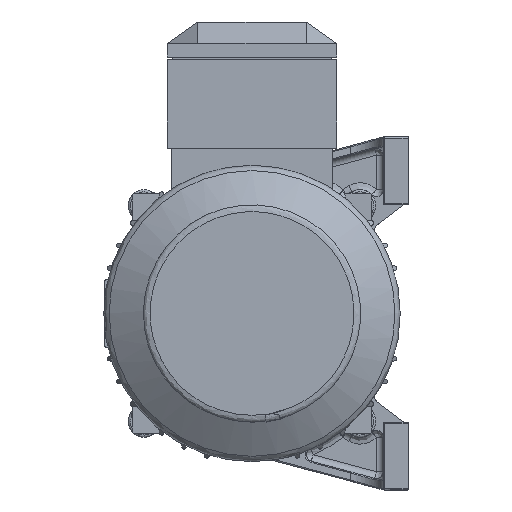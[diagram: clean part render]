
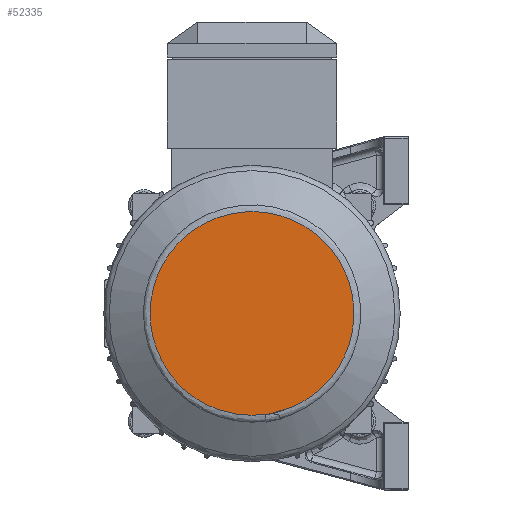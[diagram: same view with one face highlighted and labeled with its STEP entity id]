
A CAD part, left-side view. The second image highlights one B-rep face of the part: STEP entity #52335.
In plain terms, the highlighted planar face has unit normal (-1, 0, 0).
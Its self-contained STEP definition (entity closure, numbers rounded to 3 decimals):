
#1051 = CARTESIAN_POINT ( 'NONE',  ( -234.741, 41.673, 17.674 ) ) ;
#2035 = EDGE_LOOP ( 'NONE', ( #65426 ) ) ;
#4553 = CARTESIAN_POINT ( 'NONE',  ( -234.741, 126.987, -17.664 ) ) ;
#6169 = DIRECTION ( 'NONE',  ( -1., 0., 0. ) ) ;
#6584 = CARTESIAN_POINT ( 'NONE',  ( -234.741, 51.681, -32.643 ) ) ;
#12438 = CARTESIAN_POINT ( 'NONE',  ( -234.741, 101.999, 42.662 ) ) ;
#14910 = CARTESIAN_POINT ( 'NONE',  ( -234.741, 116.978, -32.643 ) ) ;
#17298 = CARTESIAN_POINT ( 'NONE',  ( -234.741, 84.33, -46.167 ) ) ;
#17634 = CARTESIAN_POINT ( 'NONE',  ( -234.741, 78.44, -44.995 ) ) ;
#22345 = PLANE ( 'NONE',  #60562 ) ;
#25554 = CARTESIAN_POINT ( 'NONE',  ( -234.741, 130.501, 0.005 ) ) ;
#27168 = CARTESIAN_POINT ( 'NONE',  ( -234.741, 84.33, 0.005 ) ) ;
#27578 = CARTESIAN_POINT ( 'NONE',  ( -234.741, 66.661, -42.652 ) ) ;
#30394 = CARTESIAN_POINT ( 'NONE',  ( -234.741, 84.33, -44.995 ) ) ;
#36663 = CARTESIAN_POINT ( 'NONE',  ( -234.741, 84.33, -44.995 ) ) ;
#37545 = CARTESIAN_POINT ( 'NONE',  ( -234.741, 126.987, 17.674 ) ) ;
#37890 = CARTESIAN_POINT ( 'NONE',  ( -234.741, 116.978, 32.653 ) ) ;
#38241 = CARTESIAN_POINT ( 'NONE',  ( -234.741, 66.661, -42.652 ) ) ;
#38502 = FACE_OUTER_BOUND ( 'NONE', #2035, .T. ) ;
#41016 = CARTESIAN_POINT ( 'NONE',  ( -234.741, 90.219, -44.995 ) ) ;
#43394 = CARTESIAN_POINT ( 'NONE',  ( -234.741, 84.33, 46.176 ) ) ;
#43744 = CARTESIAN_POINT ( 'NONE',  ( -234.741, 51.681, 32.653 ) ) ;
#48619 = CARTESIAN_POINT ( 'NONE',  ( -234.741, 84.33, -44.995 ) ) ;
#48957 = CARTESIAN_POINT ( 'NONE',  ( -234.741, 66.661, 42.662 ) ) ;
#50335 = EDGE_CURVE ( 'NONE', #61306, #61306, #60256, .T. ) ;
#52335 = ADVANCED_FACE ( 'NONE', ( #38502 ), #22345, .T. ) ;
#53165 = CARTESIAN_POINT ( 'NONE',  ( -234.741, 41.673, -17.664 ) ) ;
#53860 = CARTESIAN_POINT ( 'NONE',  ( -234.741, 38.158, 0.005 ) ) ;
#54117 = DIRECTION ( 'NONE',  ( 0., 0., 1. ) ) ;
#60256 = B_SPLINE_CURVE_WITH_KNOTS ( 'NONE', 3,
 ( #30394, #41016, #62186, #14910, #4553, #25554, #37545, #37890, #12438, #43394, #48957, #43744, #1051, #53860, #53165, #6584, #27578, #17298, #38241, #17634, #48619 ),
 .UNSPECIFIED., .T., .F.,
 ( 4, 1, 1, 1, 1, 1, 1, 1, 1, 1, 1, 1, 1, 1, 1, 1, 1, 1, 4 ),
 ( 0., 0.056, 0.111, 0.167, 0.222, 0.278, 0.333, 0.389, 0.444, 0.5, 0.556, 0.611, 0.667, 0.722, 0.778, 0.833, 0.889, 0.944, 1. ),
 .UNSPECIFIED. ) ;
#60562 = AXIS2_PLACEMENT_3D ( 'NONE', #27168, #6169, #54117 ) ;
#61306 = VERTEX_POINT ( 'NONE', #36663 ) ;
#62186 = CARTESIAN_POINT ( 'NONE',  ( -234.741, 101.999, -42.652 ) ) ;
#65426 = ORIENTED_EDGE ( 'NONE', *, *, #50335, .F. ) ;
